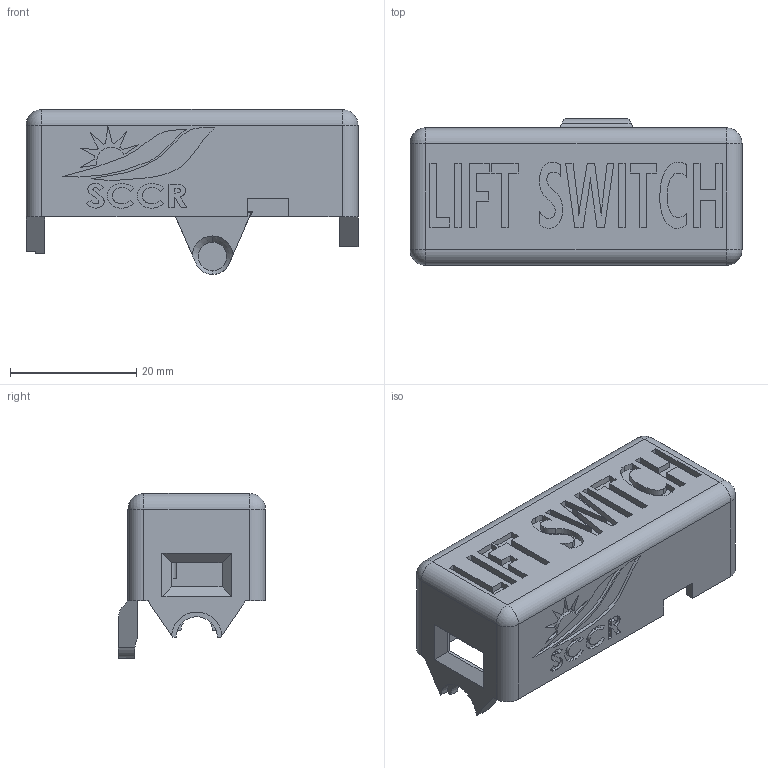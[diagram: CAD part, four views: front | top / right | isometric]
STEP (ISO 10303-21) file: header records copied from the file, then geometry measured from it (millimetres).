
FILE_DESCRIPTION (( 'STEP AP214' ), '1' );
FILE_NAME ('Lift Switch Top V2.STEP', '2024-03-28T13:07:24', ( '' ), ( '' ), 'SwSTEP 2.0', 'SolidWorks 2020', '' );
FILE_SCHEMA (( 'AUTOMOTIVE_DESIGN' ));
Length unit declared in the file: millimetre
Products named in the file (1): Lift Switch Top V2
Bounding box: 52.5 x 23.25 x 26.1 mm (x, y, z)
Volume: 7844.7 mm3; surface area: 7689 mm2
Topology: 1 solids, 1 shells, 293 faces, 791 edges, 517 vertices
Faces by surface type: plane 191, bspline 64, cylinder 32, sphere 4, cone 2
Entity records: 12256 total; most frequent: CARTESIAN_POINT 5278, ORIENTED_EDGE 1574, DIRECTION 1178, EDGE_CURVE 787, LINE 588, VECTOR 588, VERTEX_POINT 517, EDGE_LOOP 316
